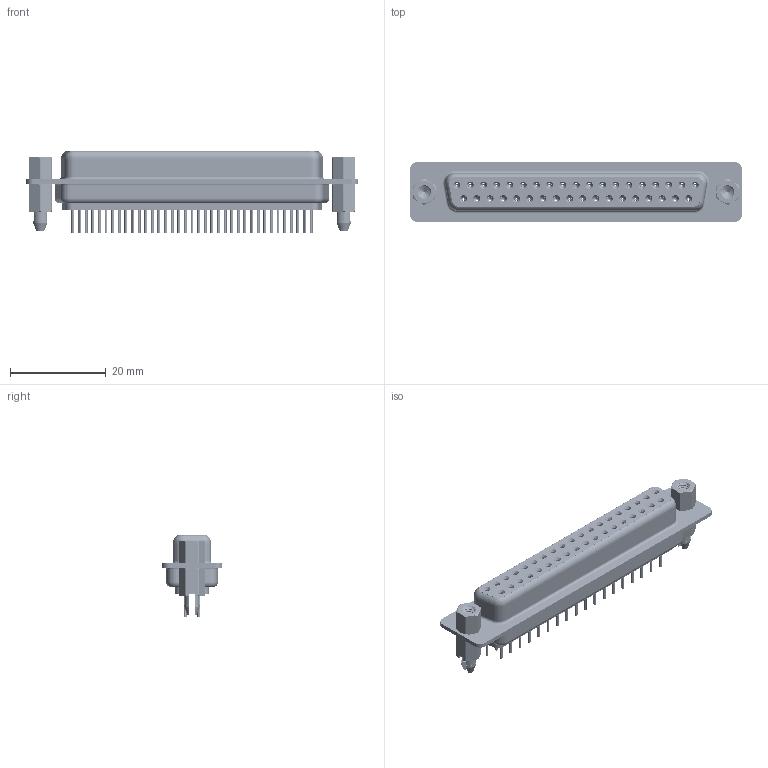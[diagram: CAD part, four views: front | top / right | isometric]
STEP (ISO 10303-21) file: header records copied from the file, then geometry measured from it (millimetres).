
FILE_DESCRIPTION (( 'STEP AP203' ), '1' );
FILE_NAME ('MHDD-37FNS-H1.STEP', '2025-11-12T18:14:31', ( '' ), ( '' ), 'SwSTEP 2.0', 'SolidWorks 2023', '' );
FILE_SCHEMA (( 'CONFIG_CONTROL_DESIGN' ));
Length unit declared in the file: millimetre
Products named in the file (8): MHDD Contact Row 1_20L; MHDD Shell Front_37 Contacts; MHDD-37FNS-H1; MHDD Contact Row 2_20L; MHDD 4-40 Hex Standoff; MHDD 4-40 Threaded Boardlock_LP; MHDD Shell Rear_37 Contacts; MHDD Housing_37 LP
Assembly tree (44 placements, depth 2):
  MHDD-37FNS-H1
    MHDD Housing_37 LP
    MHDD Shell Front_37 Contacts
    MHDD Shell Rear_37 Contacts
    MHDD Contact Row 1_20L  x19
    MHDD Contact Row 2_20L  x18
    MHDD 4-40 Hex Standoff  x2
    MHDD 4-40 Threaded Boardlock_LP  x2
Bounding box: 69.5 x 12.55 x 17.02 mm (x, y, z)
Volume: 5638.8 mm3; surface area: 13461.2 mm2
Topology: 44 solids, 44 shells, 5176 faces, 13245 edges, 8240 vertices
Faces by surface type: cylinder 1462, plane 1268, torus 1025, bspline 758, cone 663
Entity records: 38613 total; most frequent: CARTESIAN_POINT 12087, DIRECTION 5410, ORIENTED_EDGE 5012, EDGE_CURVE 2506, AXIS2_PLACEMENT_3D 2261, VERTEX_POINT 1591, EDGE_LOOP 1259, CIRCLE 1213
